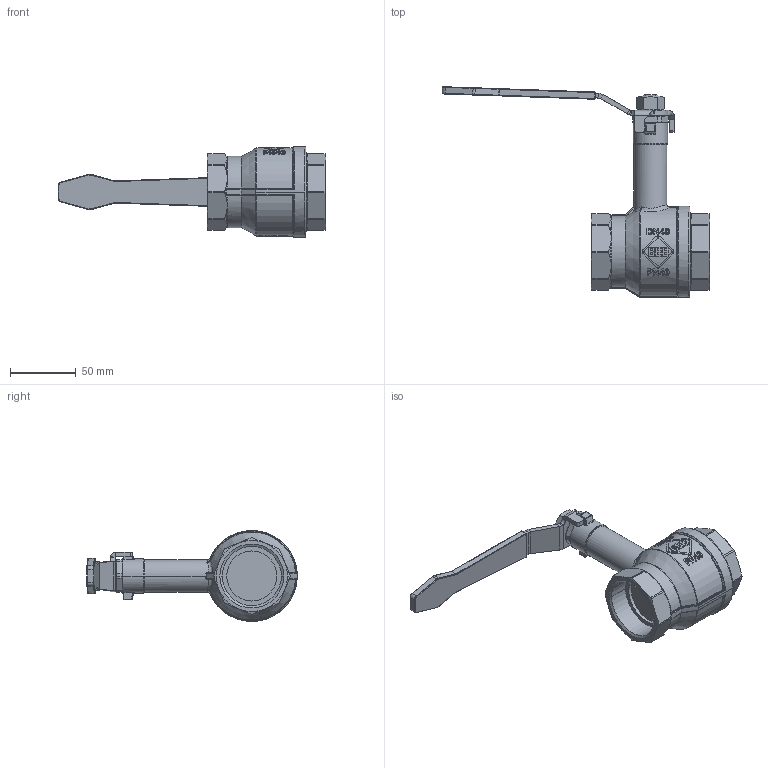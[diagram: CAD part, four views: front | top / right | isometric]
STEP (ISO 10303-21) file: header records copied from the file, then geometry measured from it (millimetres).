
FILE_DESCRIPTION(('STEP AP214'),'1');
FILE_NAME('valve_996-1_1_2.stp','2018-06-14T14:49:30',('TraceParts'),('TraceParts S.A.'),'Spatial InterOp 3D',' ',' ');
FILE_SCHEMA(('automotive_design'));
Length unit declared in the file: millimetre
Products named in the file (1): valve_996-1_1_2
Bounding box: 202.9 x 159.8 x 69 mm (x, y, z)
Volume: 266590.2 mm3; surface area: 46136.2 mm2
Topology: 1 solids, 1 shells, 1222 faces, 3198 edges, 2037 vertices
Faces by surface type: plane 479, bspline 316, cylinder 273, cone 69, torus 63, sphere 22
Entity records: 53813 total; most frequent: CARTESIAN_POINT 16026, ORIENTED_EDGE 6354, DIRECTION 5005, EDGE_CURVE 3177, VERTEX_POINT 2037, AXIS2_PLACEMENT_3D 1736, LINE 1533, VECTOR 1533
